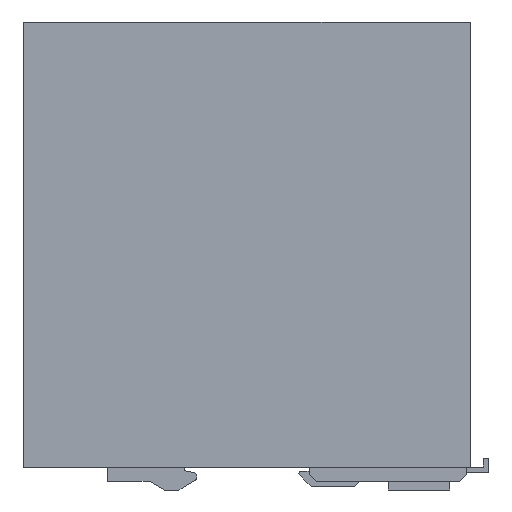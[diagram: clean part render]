
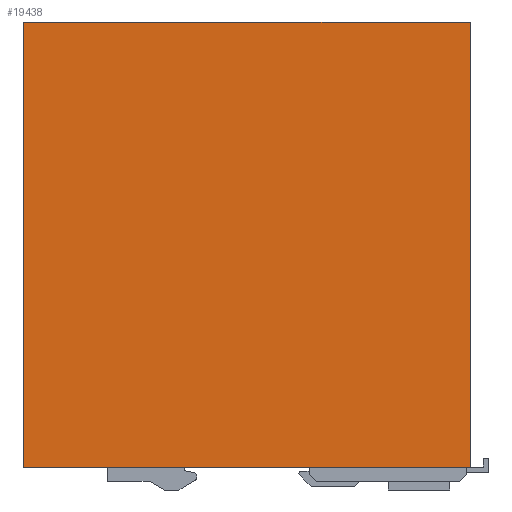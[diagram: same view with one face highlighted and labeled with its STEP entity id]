
A CAD part, left-side view. The second image highlights one B-rep face of the part: STEP entity #19438.
In plain terms, the highlighted planar face has unit normal (-1, 0, 0).
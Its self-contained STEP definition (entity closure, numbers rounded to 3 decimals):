
#299 = DIRECTION ( 'NONE',  ( 0., 1., 0. ) ) ;
#688 = AXIS2_PLACEMENT_3D ( 'NONE', #817, #2630, #20467 ) ;
#817 = CARTESIAN_POINT ( 'NONE',  ( -27.5, 0., 0. ) ) ;
#1517 = DIRECTION ( 'NONE',  ( 0., 0., -1. ) ) ;
#1624 = ORIENTED_EDGE ( 'NONE', *, *, #7062, .T. ) ;
#2630 = DIRECTION ( 'NONE',  ( 1., 0., 0. ) ) ;
#2957 = VERTEX_POINT ( 'NONE', #6384 ) ;
#3592 = LINE ( 'NONE', #18134, #8550 ) ;
#3885 = VECTOR ( 'NONE', #23926, 1000. ) ;
#5535 = CARTESIAN_POINT ( 'NONE',  ( -27.5, 63.5, 0. ) ) ;
#6384 = CARTESIAN_POINT ( 'NONE',  ( -27.5, -63.5, -126.5 ) ) ;
#6787 = FACE_OUTER_BOUND ( 'NONE', #11444, .T. ) ;
#7062 = EDGE_CURVE ( 'NONE', #25269, #2957, #14551, .T. ) ;
#7377 = EDGE_CURVE ( 'NONE', #2957, #11103, #17519, .T. ) ;
#8550 = VECTOR ( 'NONE', #299, 1000. ) ;
#9637 = ORIENTED_EDGE ( 'NONE', *, *, #7377, .T. ) ;
#11103 = VERTEX_POINT ( 'NONE', #24816 ) ;
#11444 = EDGE_LOOP ( 'NONE', ( #1624, #9637, #21126, #22432 ) ) ;
#12179 = VECTOR ( 'NONE', #21810, 1000. ) ;
#14423 = CARTESIAN_POINT ( 'NONE',  ( -27.5, 0., -126.5 ) ) ;
#14551 = LINE ( 'NONE', #14423, #3885 ) ;
#14874 = PLANE ( 'NONE',  #688 ) ;
#15292 = CARTESIAN_POINT ( 'NONE',  ( -27.5, 63.5, 0. ) ) ;
#15947 = CARTESIAN_POINT ( 'NONE',  ( -27.5, -63.5, 0. ) ) ;
#16585 = VERTEX_POINT ( 'NONE', #15292 ) ;
#17519 = LINE ( 'NONE', #15947, #12179 ) ;
#18134 = CARTESIAN_POINT ( 'NONE',  ( -27.5, 0., 0. ) ) ;
#19323 = EDGE_CURVE ( 'NONE', #11103, #16585, #3592, .T. ) ;
#19438 = ADVANCED_FACE ( 'NONE', ( #6787 ), #14874, .F. ) ;
#20467 = DIRECTION ( 'NONE',  ( 0., 0., -1. ) ) ;
#20728 = VECTOR ( 'NONE', #1517, 1000. ) ;
#21126 = ORIENTED_EDGE ( 'NONE', *, *, #19323, .T. ) ;
#21294 = LINE ( 'NONE', #5535, #20728 ) ;
#21810 = DIRECTION ( 'NONE',  ( 0., 0., 1. ) ) ;
#22432 = ORIENTED_EDGE ( 'NONE', *, *, #23930, .T. ) ;
#23165 = CARTESIAN_POINT ( 'NONE',  ( -27.5, 63.5, -126.5 ) ) ;
#23926 = DIRECTION ( 'NONE',  ( 0., -1., 0. ) ) ;
#23930 = EDGE_CURVE ( 'NONE', #16585, #25269, #21294, .T. ) ;
#24816 = CARTESIAN_POINT ( 'NONE',  ( -27.5, -63.5, 0. ) ) ;
#25269 = VERTEX_POINT ( 'NONE', #23165 ) ;
